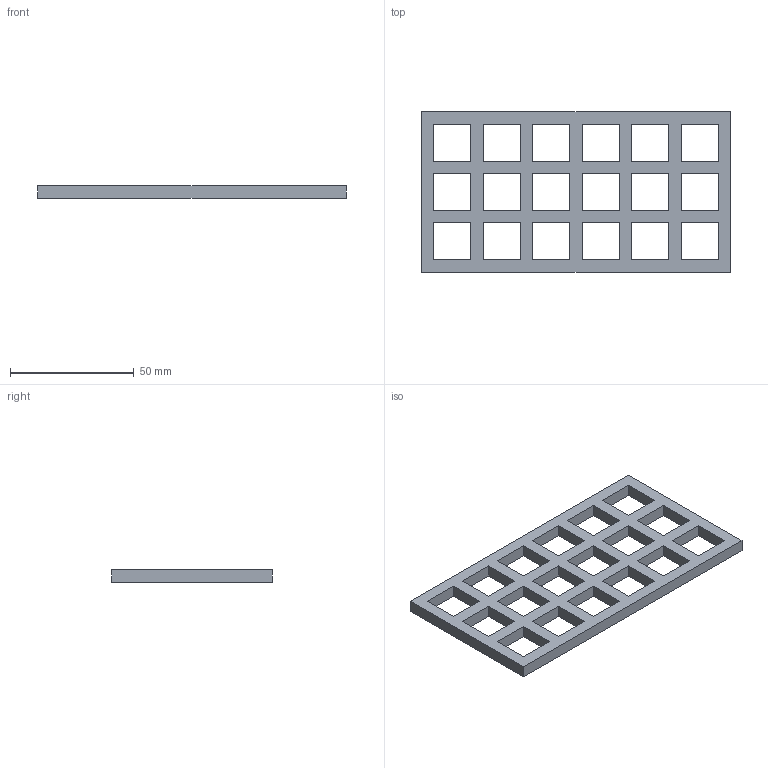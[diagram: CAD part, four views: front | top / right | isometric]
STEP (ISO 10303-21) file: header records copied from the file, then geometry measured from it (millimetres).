
FILE_DESCRIPTION (( 'STEP AP214' ), '1' );
FILE_NAME ('Basket_Side.STEP', '2024-03-14T00:42:27', ( '' ), ( '' ), 'SwSTEP 2.0', 'SolidWorks 2022', '' );
FILE_SCHEMA (( 'AUTOMOTIVE_DESIGN' ));
Length unit declared in the file: millimetre
Products named in the file (1): Basket_Side
Bounding box: 125 x 65 x 5 mm (x, y, z)
Volume: 20375 mm3; surface area: 15450 mm2
Topology: 1 solids, 1 shells, 78 faces, 228 edges, 152 vertices
Faces by surface type: plane 78
Entity records: 2638 total; most frequent: CARTESIAN_POINT 459, ORIENTED_EDGE 456, DIRECTION 386, VECTOR 228, EDGE_CURVE 228, LINE 228, VERTEX_POINT 152, EDGE_LOOP 114
